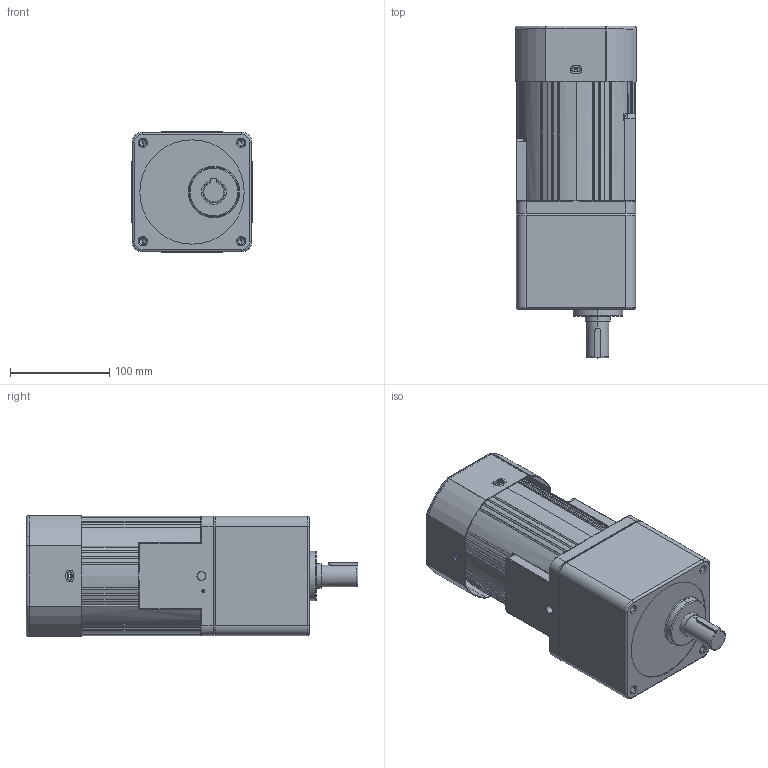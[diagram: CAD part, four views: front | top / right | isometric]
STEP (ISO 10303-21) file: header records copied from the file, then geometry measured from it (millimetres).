
FILE_DESCRIPTION (( 'STEP AP203' ), '1' );
FILE_NAME ('7IK400(R)+7GU3-180K.STEP', '2020-01-10T09:18:37', ( 'Sky123.Org' ), ( 'Sky123.Org' ), 'SwSTEP 2.0', 'SolidWorks 2014', '' );
FILE_SCHEMA (( 'CONFIG_CONTROL_DESIGN' ));
Length unit declared in the file: millimetre
Products named in the file (4): 7GU3-18K; 7IK400(R)+7GU3-180K; 7IK400(R)A; 120瑞欶
Assembly tree (3 placements, depth 2):
  7IK400(R)+7GU3-180K
    7IK400(R)A
    120瑞欶
    7GU3-18K
Bounding box: 121.6 x 334 x 121.6 mm (x, y, z)
Volume: 3190173.8 mm3; surface area: 248452.8 mm2
Topology: 3 solids, 3 shells, 551 faces, 1428 edges, 867 vertices
Faces by surface type: cylinder 231, plane 147, torus 70, cone 59, bspline 40, sphere 4
Entity records: 18721 total; most frequent: CARTESIAN_POINT 5027, DIRECTION 2865, ORIENTED_EDGE 2768, EDGE_CURVE 1384, AXIS2_PLACEMENT_3D 1149, VERTEX_POINT 867, CIRCLE 632, EDGE_LOOP 623
